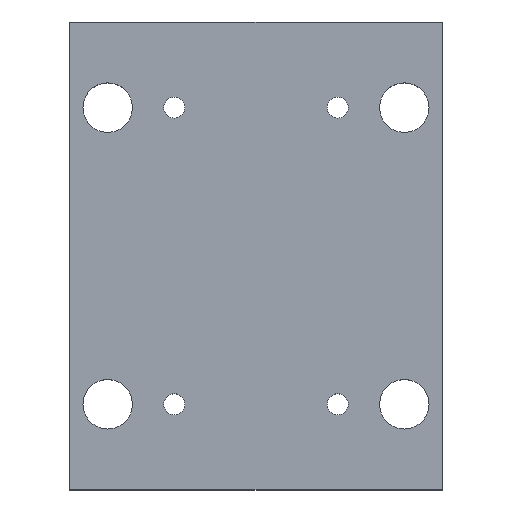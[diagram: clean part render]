
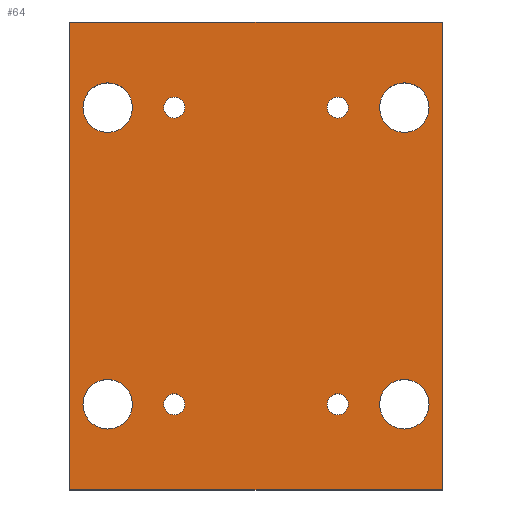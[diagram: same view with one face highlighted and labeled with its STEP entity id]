
A CAD part, top view. The second image highlights one B-rep face of the part: STEP entity #64.
In plain terms, the highlighted planar face has unit normal (0, 0, 1).
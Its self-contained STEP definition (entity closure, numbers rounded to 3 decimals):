
#64=ADVANCED_FACE('',(#143,#144,#145,#146,#147,#148,#149,#150,#151),#152,.F.);
#143=FACE_OUTER_BOUND('',#256,.T.);
#144=FACE_BOUND('',#257,.T.);
#145=FACE_BOUND('',#258,.T.);
#146=FACE_BOUND('',#259,.T.);
#147=FACE_BOUND('',#260,.T.);
#148=FACE_BOUND('',#261,.T.);
#149=FACE_BOUND('',#262,.T.);
#150=FACE_BOUND('',#263,.T.);
#151=FACE_BOUND('',#264,.T.);
#152=PLANE('',#265);
#256=EDGE_LOOP('',(#382,#383,#384,#385));
#257=EDGE_LOOP('',(#386));
#258=EDGE_LOOP('',(#387));
#259=EDGE_LOOP('',(#388));
#260=EDGE_LOOP('',(#389));
#261=EDGE_LOOP('',(#390));
#262=EDGE_LOOP('',(#391));
#263=EDGE_LOOP('',(#392));
#264=EDGE_LOOP('',(#393));
#265=AXIS2_PLACEMENT_3D('',#394,#395,#396);
#382=ORIENTED_EDGE('',*,*,#528,.F.);
#383=ORIENTED_EDGE('',*,*,#529,.F.);
#384=ORIENTED_EDGE('',*,*,#519,.F.);
#385=ORIENTED_EDGE('',*,*,#530,.F.);
#386=ORIENTED_EDGE('',*,*,#525,.F.);
#387=ORIENTED_EDGE('',*,*,#505,.F.);
#388=ORIENTED_EDGE('',*,*,#531,.F.);
#389=ORIENTED_EDGE('',*,*,#532,.F.);
#390=ORIENTED_EDGE('',*,*,#533,.F.);
#391=ORIENTED_EDGE('',*,*,#534,.F.);
#392=ORIENTED_EDGE('',*,*,#535,.F.);
#393=ORIENTED_EDGE('',*,*,#523,.F.);
#394=CARTESIAN_POINT('',(0.,0.,-132.0));
#395=DIRECTION('',(0.,0.,-1.0));
#396=DIRECTION('',(0.0,-1.0,0.));
#505=EDGE_CURVE('',#567,#567,#568,.T.);
#519=EDGE_CURVE('',#589,#591,#592,.T.);
#523=EDGE_CURVE('',#597,#597,#598,.T.);
#525=EDGE_CURVE('',#600,#600,#601,.T.);
#528=EDGE_CURVE('',#605,#606,#607,.T.);
#529=EDGE_CURVE('',#591,#605,#608,.T.);
#530=EDGE_CURVE('',#606,#589,#609,.T.);
#531=EDGE_CURVE('',#610,#610,#611,.T.);
#532=EDGE_CURVE('',#612,#612,#613,.T.);
#533=EDGE_CURVE('',#614,#614,#615,.T.);
#534=EDGE_CURVE('',#616,#616,#617,.T.);
#535=EDGE_CURVE('',#618,#618,#619,.T.);
#567=VERTEX_POINT('',#663);
#568=CIRCLE('',#664,5.5);
#589=VERTEX_POINT('',#686);
#591=VERTEX_POINT('',#689);
#592=LINE('',#690,#691);
#597=VERTEX_POINT('',#697);
#598=CIRCLE('',#698,13.0);
#600=VERTEX_POINT('',#700);
#601=CIRCLE('',#701,5.5);
#605=VERTEX_POINT('',#705);
#606=VERTEX_POINT('',#706);
#607=LINE('',#707,#708);
#608=LINE('',#709,#710);
#609=LINE('',#711,#712);
#610=VERTEX_POINT('',#713);
#611=CIRCLE('',#714,5.5);
#612=VERTEX_POINT('',#715);
#613=CIRCLE('',#716,5.5);
#614=VERTEX_POINT('',#717);
#615=CIRCLE('',#718,13.0);
#616=VERTEX_POINT('',#719);
#617=CIRCLE('',#720,13.0);
#618=VERTEX_POINT('',#721);
#619=CIRCLE('',#722,13.0);
#663=CARTESIAN_POINT('',(-43.0,83.5,-132.0));
#664=AXIS2_PLACEMENT_3D('',#770,#771,#772);
#686=CARTESIAN_POINT('',(-98.0,-123.0,-132.0));
#689=CARTESIAN_POINT('',(-98.0,123.0,-132.0));
#690=CARTESIAN_POINT('',(-98.0,0.,-132.0));
#691=VECTOR('',#793,1.0);
#697=CARTESIAN_POINT('',(-78.0,-65.0,-132.0));
#698=AXIS2_PLACEMENT_3D('',#798,#799,#800);
#700=CARTESIAN_POINT('',(43.0,83.5,-132.0));
#701=AXIS2_PLACEMENT_3D('',#801,#802,#803);
#705=CARTESIAN_POINT('',(98.0,123.0,-132.0));
#706=CARTESIAN_POINT('',(98.0,-123.0,-132.0));
#707=CARTESIAN_POINT('',(98.0,0.,-132.0));
#708=VECTOR('',#807,1.0);
#709=CARTESIAN_POINT('',(0.,123.0,-132.0));
#710=VECTOR('',#808,1.0);
#711=CARTESIAN_POINT('',(0.,-123.0,-132.0));
#712=VECTOR('',#809,1.0);
#713=CARTESIAN_POINT('',(43.0,-72.5,-132.0));
#714=AXIS2_PLACEMENT_3D('',#810,#811,#812);
#715=CARTESIAN_POINT('',(-43.0,-72.5,-132.0));
#716=AXIS2_PLACEMENT_3D('',#813,#814,#815);
#717=CARTESIAN_POINT('',(78.0,91.0,-132.0));
#718=AXIS2_PLACEMENT_3D('',#816,#817,#818);
#719=CARTESIAN_POINT('',(-78.0,91.0,-132.0));
#720=AXIS2_PLACEMENT_3D('',#819,#820,#821);
#721=CARTESIAN_POINT('',(78.0,-65.0,-132.0));
#722=AXIS2_PLACEMENT_3D('',#822,#823,#824);
#770=CARTESIAN_POINT('',(-43.0,78.0,-132.0));
#771=DIRECTION('',(0.,0.,1.0));
#772=DIRECTION('',(0.,1.0,0.));
#793=DIRECTION('',(0.,1.0,0.0));
#798=CARTESIAN_POINT('',(-78.0,-78.0,-132.0));
#799=DIRECTION('',(0.,0.,1.0));
#800=DIRECTION('',(0.,1.0,0.));
#801=CARTESIAN_POINT('',(43.0,78.0,-132.0));
#802=DIRECTION('',(0.,0.,1.0));
#803=DIRECTION('',(0.,1.0,0.));
#807=DIRECTION('',(0.,-1.0,0.));
#808=DIRECTION('',(1.0,0.,0.));
#809=DIRECTION('',(-1.0,0.,0.));
#810=CARTESIAN_POINT('',(43.0,-78.0,-132.0));
#811=DIRECTION('',(0.,0.,1.0));
#812=DIRECTION('',(0.,1.0,0.));
#813=CARTESIAN_POINT('',(-43.0,-78.0,-132.0));
#814=DIRECTION('',(0.,0.,1.0));
#815=DIRECTION('',(0.,1.0,0.));
#816=CARTESIAN_POINT('',(78.0,78.0,-132.0));
#817=DIRECTION('',(0.,0.,1.0));
#818=DIRECTION('',(0.,1.0,0.));
#819=CARTESIAN_POINT('',(-78.0,78.0,-132.0));
#820=DIRECTION('',(0.,0.,1.0));
#821=DIRECTION('',(0.,1.0,0.));
#822=CARTESIAN_POINT('',(78.0,-78.0,-132.0));
#823=DIRECTION('',(0.,0.,1.0));
#824=DIRECTION('',(0.,1.0,0.));
